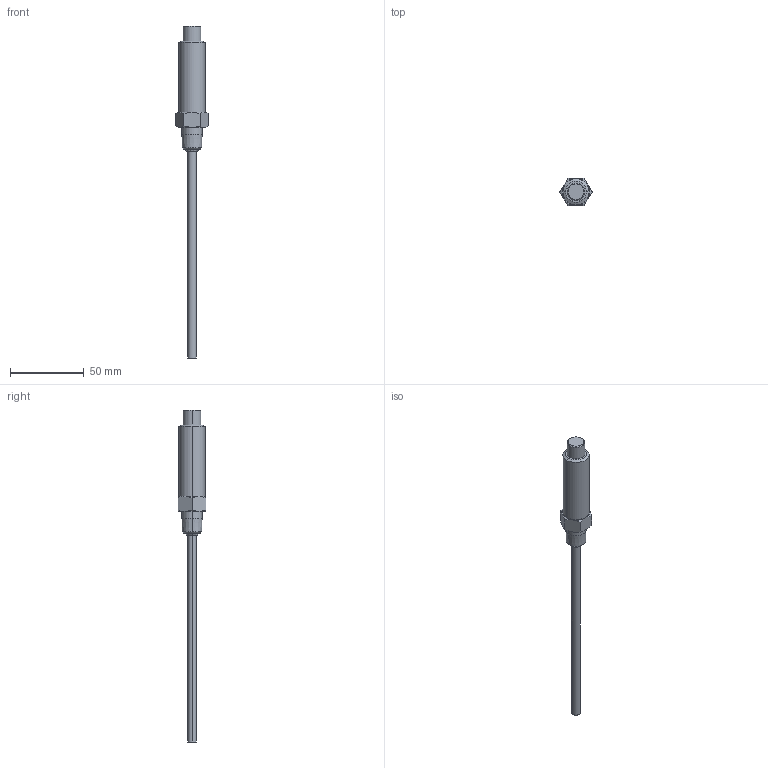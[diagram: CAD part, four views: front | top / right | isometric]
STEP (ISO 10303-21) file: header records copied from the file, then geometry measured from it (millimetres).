
FILE_DESCRIPTION (( 'STEP AP214' ), '1' );
FILE_NAME ('TM311-TLP9_0.STEP', '2025-03-10T17:56:48', ( '' ), ( '' ), 'SwSTEP 2.0', 'SolidWorks 2021', '' );
FILE_SCHEMA (( 'AUTOMOTIVE_DESIGN' ));
Length unit declared in the file: inch
Products named in the file (1): TM311-TLP9_0
Bounding box: 21.94 x 19 x 225.7 mm (x, y, z)
Volume: 22483.2 mm3; surface area: 7564.8 mm2
Topology: 1 solids, 1 shells, 47 faces, 96 edges, 56 vertices
Faces by surface type: cone 24, plane 13, cylinder 8, bspline 2
Entity records: 1514 total; most frequent: CARTESIAN_POINT 512, DIRECTION 206, ORIENTED_EDGE 192, EDGE_CURVE 96, AXIS2_PLACEMENT_3D 90, VERTEX_POINT 56, EDGE_LOOP 52, ADVANCED_FACE 47
